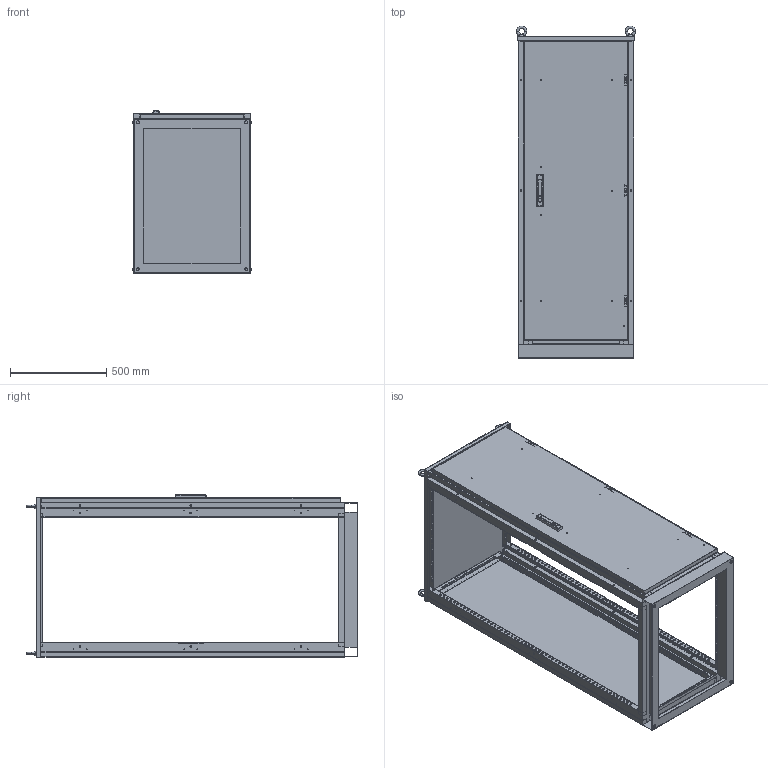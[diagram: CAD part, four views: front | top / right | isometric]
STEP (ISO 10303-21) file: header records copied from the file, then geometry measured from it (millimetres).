
FILE_DESCRIPTION (( 'STEP AP214' ), '1' );
FILE_NAME ('Êîðïóñ ìåòàëëè÷åñêèé ÊÑÐÌ 16.6.8-2.STEP', '2016-10-11T08:00:44', ( 'user' ), ( '' ), 'SwSTEP 2.0', 'SolidWorks 2014', '' );
FILE_SCHEMA (( 'AUTOMOTIVE_DESIGN' ));
Length unit declared in the file: millimetre
Products named in the file (3): Êîðïóñ ìåòàëëè÷åñêèé ÊÑÐÌ 16.6.8-2; 扻豵鵨 庍倢 16.6.8-2; ﾄ粢 ﾊﾑﾐﾌ 16.6
Assembly tree (2 placements, depth 2):
  Êîðïóñ ìåòàëëè÷åñêèé ÊÑÐÌ 16.6.8-2
    扻豵鵨 庍倢 16.6.8-2
    ﾄ粢 ﾊﾑﾐﾌ 16.6
Bounding box: 620 x 1726.5 x 849.5 mm (x, y, z)
Volume: 7366973.9 mm3; surface area: 9065073.5 mm2
Topology: 20 solids, 20 shells, 2742 faces, 7753 edges, 5066 vertices
Faces by surface type: cylinder 1642, plane 994, cone 78, torus 18, bspline 6, sphere 4
Entity records: 94534 total; most frequent: CARTESIAN_POINT 16876, DIRECTION 16449, ORIENTED_EDGE 15506, EDGE_CURVE 7753, AXIS2_PLACEMENT_3D 6119, VERTEX_POINT 5066, VECTOR 4211, LINE 4211
